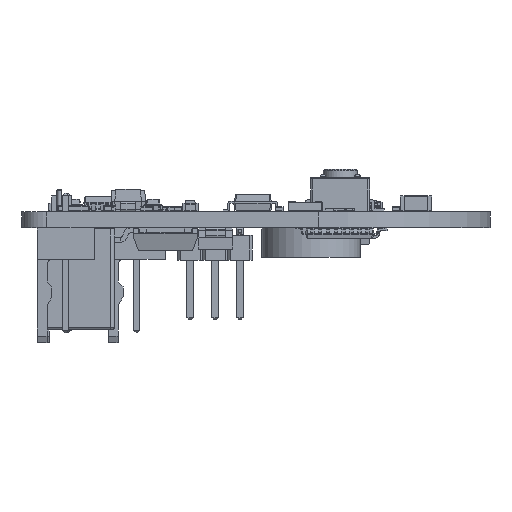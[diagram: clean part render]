
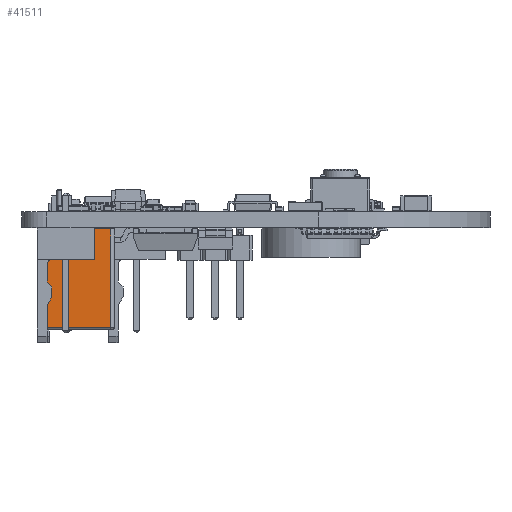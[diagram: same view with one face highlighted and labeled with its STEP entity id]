
A CAD part, left-side view. The second image highlights one B-rep face of the part: STEP entity #41511.
In plain terms, the highlighted planar face has unit normal (-1, 0, 0).
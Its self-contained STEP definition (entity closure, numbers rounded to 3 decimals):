
#2283=FACE_OUTER_BOUND('',#4545,.T.);
#4545=EDGE_LOOP('',(#26373,#26374,#26375,#26376));
#7023=LINE('',#59545,#11787);
#7034=LINE('',#59580,#11798);
#7035=LINE('',#59584,#11799);
#7036=LINE('',#59586,#11800);
#11787=VECTOR('',#47908,1.);
#11798=VECTOR('',#47945,1.);
#11799=VECTOR('',#47950,1.);
#11800=VECTOR('',#47953,1.);
#16515=VERTEX_POINT('',#59542);
#16516=VERTEX_POINT('',#59544);
#16527=VERTEX_POINT('',#59578);
#16528=VERTEX_POINT('',#59582);
#20271=EDGE_CURVE('',#16515,#16516,#7023,.T.);
#20289=EDGE_CURVE('',#16516,#16527,#7034,.T.);
#20291=EDGE_CURVE('',#16515,#16528,#7035,.T.);
#20292=EDGE_CURVE('',#16528,#16527,#7036,.T.);
#26373=ORIENTED_EDGE('',*,*,#20289,.F.);
#26374=ORIENTED_EDGE('',*,*,#20271,.F.);
#26375=ORIENTED_EDGE('',*,*,#20291,.T.);
#26376=ORIENTED_EDGE('',*,*,#20292,.T.);
#37515=PLANE('',#44133);
#41511=ADVANCED_FACE('',(#2283),#37515,.T.);
#44133=AXIS2_PLACEMENT_3D('',#59585,#47951,#47952);
#47908=DIRECTION('',(0.,1.,0.));
#47945=DIRECTION('',(0.,0.,1.));
#47950=DIRECTION('',(0.,0.,1.));
#47951=DIRECTION('center_axis',(-1.,0.,0.));
#47952=DIRECTION('ref_axis',(0.,1.,0.));
#47953=DIRECTION('',(0.,1.,0.));
#59542=CARTESIAN_POINT('',(-3.3,-1.62,0.1));
#59544=CARTESIAN_POINT('',(-3.3,5.22,0.1));
#59545=CARTESIAN_POINT('',(-3.3,-2.,0.1));
#59578=CARTESIAN_POINT('',(-3.3,5.22,10.11));
#59580=CARTESIAN_POINT('',(-3.3,5.22,0.1));
#59582=CARTESIAN_POINT('',(-3.3,-1.62,10.11));
#59584=CARTESIAN_POINT('',(-3.3,-1.62,0.1));
#59585=CARTESIAN_POINT('Origin',(-3.3,-2.,0.1));
#59586=CARTESIAN_POINT('',(-3.3,-1.62,10.11));
